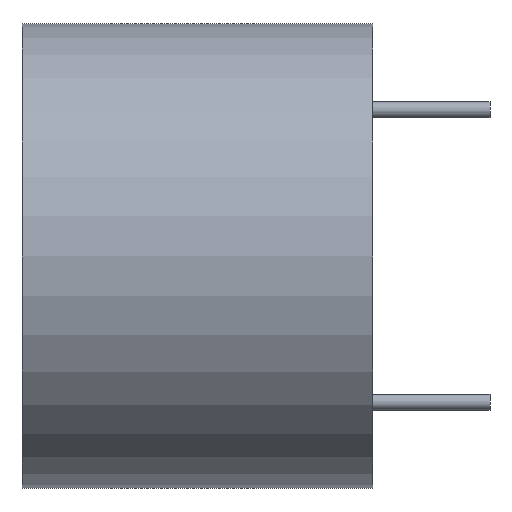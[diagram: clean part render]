
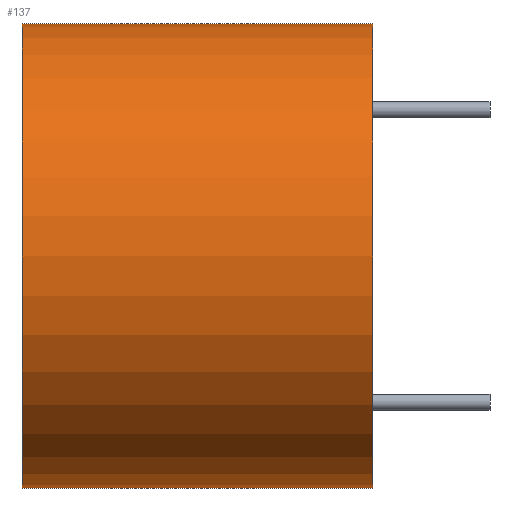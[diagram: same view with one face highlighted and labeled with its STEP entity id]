
A CAD part, left-side view. The second image highlights one B-rep face of the part: STEP entity #137.
In plain terms, the highlighted cylindrical face has radius 11.9 mm (diameter 23.8 mm), a partial arc.
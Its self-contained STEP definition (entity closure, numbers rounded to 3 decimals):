
#26 = CARTESIAN_POINT ( 'NONE',  ( 0., 0., -11.9 ) ) ;
#137 = ADVANCED_FACE ( 'NONE', ( #1247 ), #168, .T. ) ;
#156 = DIRECTION ( 'NONE',  ( 0., -1., 0. ) ) ;
#158 = CARTESIAN_POINT ( 'NONE',  ( 0., 0., 11.9 ) ) ;
#162 = CARTESIAN_POINT ( 'NONE',  ( 0., 0., 0. ) ) ;
#168 = CYLINDRICAL_SURFACE ( 'NONE', #1159, 11.9 ) ;
#198 = AXIS2_PLACEMENT_3D ( 'NONE', #717, #1582, #847 ) ;
#265 = VECTOR ( 'NONE', #919, 1000. ) ;
#308 = CARTESIAN_POINT ( 'NONE',  ( 0., 18., -11.9 ) ) ;
#413 = CARTESIAN_POINT ( 'NONE',  ( 0., 0., 11.9 ) ) ;
#441 = EDGE_CURVE ( 'NONE', #1493, #1601, #1365, .T. ) ;
#593 = DIRECTION ( 'NONE',  ( 0., -1., 0. ) ) ;
#612 = LINE ( 'NONE', #413, #265 ) ;
#614 = CIRCLE ( 'NONE', #198, 11.9 ) ;
#624 = ORIENTED_EDGE ( 'NONE', *, *, #1467, .F. ) ;
#670 = DIRECTION ( 'NONE',  ( 0., 0., -1. ) ) ;
#717 = CARTESIAN_POINT ( 'NONE',  ( 0., 0., 0. ) ) ;
#825 = ORIENTED_EDGE ( 'NONE', *, *, #441, .T. ) ;
#847 = DIRECTION ( 'NONE',  ( 0., 0., -1. ) ) ;
#874 = VERTEX_POINT ( 'NONE', #1597 ) ;
#888 = ORIENTED_EDGE ( 'NONE', *, *, #1011, .F. ) ;
#895 = ORIENTED_EDGE ( 'NONE', *, *, #1478, .T. ) ;
#919 = DIRECTION ( 'NONE',  ( 0., -1., 0. ) ) ;
#923 = DIRECTION ( 'NONE',  ( 0., -1., 0. ) ) ;
#952 = LINE ( 'NONE', #26, #1609 ) ;
#1011 = EDGE_CURVE ( 'NONE', #1624, #874, #614, .T. ) ;
#1159 = AXIS2_PLACEMENT_3D ( 'NONE', #162, #923, #670 ) ;
#1167 = EDGE_LOOP ( 'NONE', ( #624, #825, #895, #888 ) ) ;
#1247 = FACE_OUTER_BOUND ( 'NONE', #1167, .T. ) ;
#1345 = CARTESIAN_POINT ( 'NONE',  ( 0., 18., 0. ) ) ;
#1365 = CIRCLE ( 'NONE', #1545, 11.9 ) ;
#1410 = CARTESIAN_POINT ( 'NONE',  ( 0., 18., 11.9 ) ) ;
#1466 = DIRECTION ( 'NONE',  ( 0., 0., -1. ) ) ;
#1467 = EDGE_CURVE ( 'NONE', #1493, #1624, #612, .T. ) ;
#1478 = EDGE_CURVE ( 'NONE', #1601, #874, #952, .T. ) ;
#1493 = VERTEX_POINT ( 'NONE', #1410 ) ;
#1545 = AXIS2_PLACEMENT_3D ( 'NONE', #1345, #593, #1466 ) ;
#1582 = DIRECTION ( 'NONE',  ( 0., -1., 0. ) ) ;
#1597 = CARTESIAN_POINT ( 'NONE',  ( 0., 0., -11.9 ) ) ;
#1601 = VERTEX_POINT ( 'NONE', #308 ) ;
#1609 = VECTOR ( 'NONE', #156, 1000. ) ;
#1624 = VERTEX_POINT ( 'NONE', #158 ) ;
